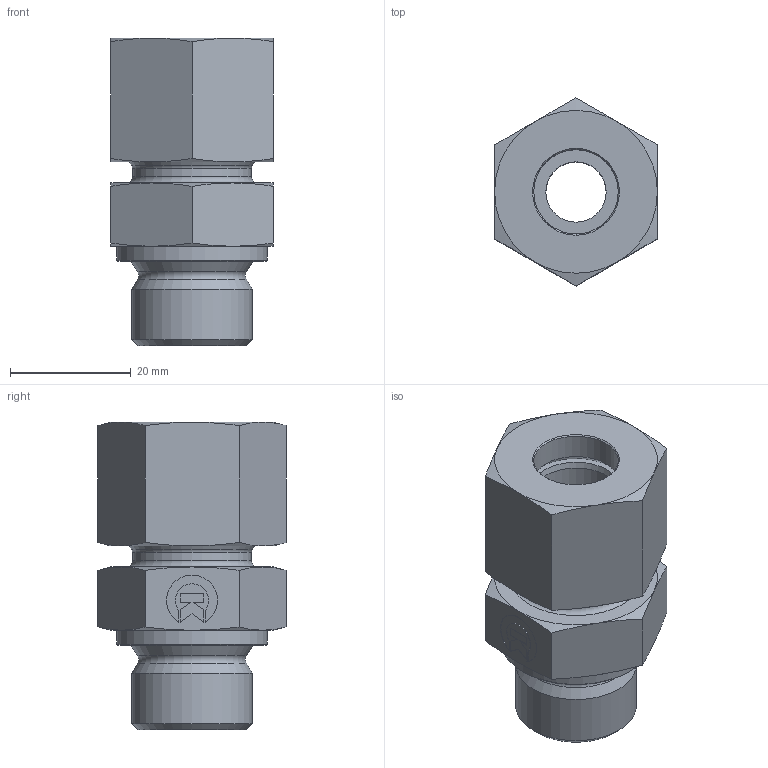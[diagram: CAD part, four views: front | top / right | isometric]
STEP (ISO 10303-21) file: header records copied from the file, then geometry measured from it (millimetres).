
FILE_DESCRIPTION((''),'2;1');
FILE_NAME('028142022.stp','2014-07-28T12:02:07',(''),('KNOMI spol. s r. o.'),'Autodesk Inventor 2012','Autodesk Inventor 2012','');
FILE_SCHEMA(('AUTOMOTIVE_DESIGN { 1 2 10303 214 0 1 1 1 }'));
Length unit declared in the file: millimetre
Products named in the file (4): PHAM3K 14SM    M20/M22; 018 14 2022; 40814; 3981422
Assembly tree (3 placements, depth 2):
  PHAM3K 14SM    M20/M22
    018 14 2022
    40814
    3981422
Bounding box: 27.01 x 31.18 x 51 mm (x, y, z)
Volume: 21141.2 mm3; surface area: 10476.3 mm2
Topology: 3 solids, 3 shells, 113 faces, 257 edges, 161 vertices
Faces by surface type: plane 53, cone 40, cylinder 15, torus 5
Full cylindrical faces by diameter (mm): 10 x1, 14 x3, 16.2 x1, 19 x1, 19.7 x1, 20 x1, 20.376 x1, 22 x1, 25 x1
Entity records: 3121 total; most frequent: CARTESIAN_POINT 588, DIRECTION 484, ORIENTED_EDGE 434, EDGE_CURVE 217, AXIS2_PLACEMENT_3D 193, EDGE_LOOP 160, VERTEX_POINT 151, STYLED_ITEM 116
